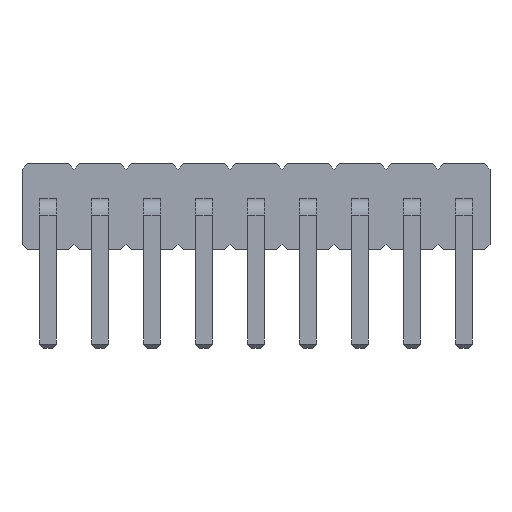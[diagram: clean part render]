
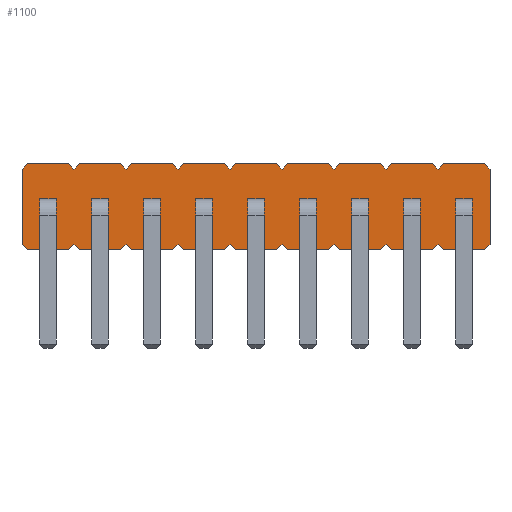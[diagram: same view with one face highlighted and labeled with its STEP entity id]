
A CAD part, left-side view. The second image highlights one B-rep face of the part: STEP entity #1100.
In plain terms, the highlighted planar face has unit normal (-1, 0, 0).
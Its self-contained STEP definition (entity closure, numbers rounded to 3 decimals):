
#13=DIRECTION('',(0.,0.,1.));
#22=VERTEX_POINT('',#23);
#23=CARTESIAN_POINT('',(0.5,0.635,0.127));
#34=VECTOR('',#35,1.);
#35=DIRECTION('',(0.,-0.707,-0.707));
#38=VERTEX_POINT('',#39);
#39=CARTESIAN_POINT('',(0.5,0.508,0.));
#42=EDGE_CURVE('',#22,#38,#43,.T.);
#43=LINE('',#23,#34);
#46=DIRECTION('',(0.,0.707,-0.707));
#56=VECTOR('',#57,1.);
#57=DIRECTION('',(0.,-1.,0.));
#60=VERTEX_POINT('',#61);
#61=CARTESIAN_POINT('',(0.5,-0.508,0.));
#64=EDGE_CURVE('',#38,#60,#65,.T.);
#65=LINE('',#39,#56);
#78=VECTOR('',#79,1.);
#79=DIRECTION('',(0.,-0.707,0.707));
#82=VERTEX_POINT('',#83);
#83=CARTESIAN_POINT('',(0.5,-0.635,0.127));
#86=EDGE_CURVE('',#60,#82,#87,.T.);
#87=LINE('',#61,#78);
#102=VERTEX_POINT('',#103);
#103=CARTESIAN_POINT('',(0.5,-0.762,0.));
#106=EDGE_CURVE('',#82,#102,#107,.T.);
#107=LINE('',#83,#34);
#121=VERTEX_POINT('',#122);
#122=CARTESIAN_POINT('',(0.5,-1.778,0.));
#125=EDGE_CURVE('',#102,#121,#126,.T.);
#126=LINE('',#103,#56);
#140=VERTEX_POINT('',#141);
#141=CARTESIAN_POINT('',(0.5,-1.905,0.127));
#144=EDGE_CURVE('',#121,#140,#145,.T.);
#145=LINE('',#122,#78);
#159=VERTEX_POINT('',#160);
#160=CARTESIAN_POINT('',(0.5,-2.032,0.));
#163=EDGE_CURVE('',#140,#159,#164,.T.);
#164=LINE('',#141,#34);
#178=VERTEX_POINT('',#179);
#179=CARTESIAN_POINT('',(0.5,-3.048,0.));
#182=EDGE_CURVE('',#159,#178,#183,.T.);
#183=LINE('',#160,#56);
#197=VERTEX_POINT('',#198);
#198=CARTESIAN_POINT('',(0.5,-3.175,0.127));
#201=EDGE_CURVE('',#178,#197,#202,.T.);
#202=LINE('',#179,#78);
#216=VERTEX_POINT('',#217);
#217=CARTESIAN_POINT('',(0.5,-3.302,0.));
#220=EDGE_CURVE('',#197,#216,#221,.T.);
#221=LINE('',#198,#34);
#235=VERTEX_POINT('',#236);
#236=CARTESIAN_POINT('',(0.5,-4.318,0.));
#239=EDGE_CURVE('',#216,#235,#240,.T.);
#240=LINE('',#217,#56);
#254=VERTEX_POINT('',#255);
#255=CARTESIAN_POINT('',(0.5,-4.445,0.127));
#258=EDGE_CURVE('',#235,#254,#259,.T.);
#259=LINE('',#236,#78);
#273=VERTEX_POINT('',#274);
#274=CARTESIAN_POINT('',(0.5,-4.572,0.));
#277=EDGE_CURVE('',#254,#273,#278,.T.);
#278=LINE('',#255,#34);
#292=VERTEX_POINT('',#293);
#293=CARTESIAN_POINT('',(0.5,-5.588,0.));
#296=EDGE_CURVE('',#273,#292,#297,.T.);
#297=LINE('',#274,#56);
#311=VERTEX_POINT('',#312);
#312=CARTESIAN_POINT('',(0.5,-5.715,0.127));
#315=EDGE_CURVE('',#292,#311,#316,.T.);
#316=LINE('',#293,#78);
#330=VERTEX_POINT('',#331);
#331=CARTESIAN_POINT('',(0.5,-5.842,0.));
#334=EDGE_CURVE('',#311,#330,#335,.T.);
#335=LINE('',#312,#34);
#349=VERTEX_POINT('',#350);
#350=CARTESIAN_POINT('',(0.5,-6.858,0.));
#353=EDGE_CURVE('',#330,#349,#354,.T.);
#354=LINE('',#331,#56);
#368=VERTEX_POINT('',#369);
#369=CARTESIAN_POINT('',(0.5,-6.985,0.127));
#372=EDGE_CURVE('',#349,#368,#373,.T.);
#373=LINE('',#350,#78);
#387=VERTEX_POINT('',#388);
#388=CARTESIAN_POINT('',(0.5,-7.112,0.));
#391=EDGE_CURVE('',#368,#387,#392,.T.);
#392=LINE('',#369,#34);
#406=VERTEX_POINT('',#407);
#407=CARTESIAN_POINT('',(0.5,-8.128,0.));
#410=EDGE_CURVE('',#387,#406,#411,.T.);
#411=LINE('',#388,#56);
#425=VERTEX_POINT('',#426);
#426=CARTESIAN_POINT('',(0.5,-8.255,0.127));
#429=EDGE_CURVE('',#406,#425,#430,.T.);
#430=LINE('',#407,#78);
#444=VERTEX_POINT('',#445);
#445=CARTESIAN_POINT('',(0.5,-8.382,0.));
#448=EDGE_CURVE('',#425,#444,#449,.T.);
#449=LINE('',#426,#34);
#463=VERTEX_POINT('',#464);
#464=CARTESIAN_POINT('',(0.5,-9.398,0.));
#467=EDGE_CURVE('',#444,#463,#468,.T.);
#468=LINE('',#445,#56);
#482=VERTEX_POINT('',#483);
#483=CARTESIAN_POINT('',(0.5,-9.525,0.127));
#486=EDGE_CURVE('',#463,#482,#487,.T.);
#487=LINE('',#464,#78);
#501=VERTEX_POINT('',#502);
#502=CARTESIAN_POINT('',(0.5,-9.652,0.));
#505=EDGE_CURVE('',#482,#501,#506,.T.);
#506=LINE('',#483,#34);
#520=VERTEX_POINT('',#521);
#521=CARTESIAN_POINT('',(0.5,-10.668,0.));
#524=EDGE_CURVE('',#501,#520,#525,.T.);
#525=LINE('',#502,#56);
#539=VERTEX_POINT('',#540);
#540=CARTESIAN_POINT('',(0.5,-10.795,0.127));
#543=EDGE_CURVE('',#520,#539,#544,.T.);
#544=LINE('',#521,#78);
#556=VECTOR('',#13,1.);
#559=VERTEX_POINT('',#560);
#560=CARTESIAN_POINT('',(0.5,-10.795,1.973));
#563=EDGE_CURVE('',#539,#559,#564,.T.);
#564=LINE('',#540,#556);
#576=VECTOR('',#577,1.);
#577=DIRECTION('',(0.,0.707,0.707));
#580=VERTEX_POINT('',#581);
#581=CARTESIAN_POINT('',(0.5,-10.668,2.1));
#584=EDGE_CURVE('',#559,#580,#585,.T.);
#585=LINE('',#560,#576);
#597=VECTOR('',#598,1.);
#598=DIRECTION('',(0.,1.,0.));
#601=VERTEX_POINT('',#602);
#602=CARTESIAN_POINT('',(0.5,-9.652,2.1));
#605=EDGE_CURVE('',#580,#601,#606,.T.);
#606=LINE('',#581,#597);
#618=VECTOR('',#46,1.);
#621=VERTEX_POINT('',#622);
#622=CARTESIAN_POINT('',(0.5,-9.525,1.973));
#625=EDGE_CURVE('',#601,#621,#626,.T.);
#626=LINE('',#602,#618);
#640=VERTEX_POINT('',#641);
#641=CARTESIAN_POINT('',(0.5,-9.398,2.1));
#644=EDGE_CURVE('',#621,#640,#645,.T.);
#645=LINE('',#622,#576);
#659=VERTEX_POINT('',#660);
#660=CARTESIAN_POINT('',(0.5,-8.382,2.1));
#663=EDGE_CURVE('',#640,#659,#664,.T.);
#664=LINE('',#641,#597);
#678=VERTEX_POINT('',#679);
#679=CARTESIAN_POINT('',(0.5,-8.255,1.973));
#682=EDGE_CURVE('',#659,#678,#683,.T.);
#683=LINE('',#660,#618);
#697=VERTEX_POINT('',#698);
#698=CARTESIAN_POINT('',(0.5,-8.128,2.1));
#701=EDGE_CURVE('',#678,#697,#702,.T.);
#702=LINE('',#679,#576);
#716=VERTEX_POINT('',#717);
#717=CARTESIAN_POINT('',(0.5,-7.112,2.1));
#720=EDGE_CURVE('',#697,#716,#721,.T.);
#721=LINE('',#698,#597);
#735=VERTEX_POINT('',#736);
#736=CARTESIAN_POINT('',(0.5,-6.985,1.973));
#739=EDGE_CURVE('',#716,#735,#740,.T.);
#740=LINE('',#717,#618);
#754=VERTEX_POINT('',#755);
#755=CARTESIAN_POINT('',(0.5,-6.858,2.1));
#758=EDGE_CURVE('',#735,#754,#759,.T.);
#759=LINE('',#736,#576);
#773=VERTEX_POINT('',#774);
#774=CARTESIAN_POINT('',(0.5,-5.842,2.1));
#777=EDGE_CURVE('',#754,#773,#778,.T.);
#778=LINE('',#755,#597);
#792=VERTEX_POINT('',#793);
#793=CARTESIAN_POINT('',(0.5,-5.715,1.973));
#796=EDGE_CURVE('',#773,#792,#797,.T.);
#797=LINE('',#774,#618);
#811=VERTEX_POINT('',#812);
#812=CARTESIAN_POINT('',(0.5,-5.588,2.1));
#815=EDGE_CURVE('',#792,#811,#816,.T.);
#816=LINE('',#793,#576);
#830=VERTEX_POINT('',#831);
#831=CARTESIAN_POINT('',(0.5,-4.572,2.1));
#834=EDGE_CURVE('',#811,#830,#835,.T.);
#835=LINE('',#812,#597);
#849=VERTEX_POINT('',#850);
#850=CARTESIAN_POINT('',(0.5,-4.445,1.973));
#853=EDGE_CURVE('',#830,#849,#854,.T.);
#854=LINE('',#831,#618);
#868=VERTEX_POINT('',#869);
#869=CARTESIAN_POINT('',(0.5,-4.318,2.1));
#872=EDGE_CURVE('',#849,#868,#873,.T.);
#873=LINE('',#850,#576);
#887=VERTEX_POINT('',#888);
#888=CARTESIAN_POINT('',(0.5,-3.302,2.1));
#891=EDGE_CURVE('',#868,#887,#892,.T.);
#892=LINE('',#869,#597);
#906=VERTEX_POINT('',#907);
#907=CARTESIAN_POINT('',(0.5,-3.175,1.973));
#910=EDGE_CURVE('',#887,#906,#911,.T.);
#911=LINE('',#888,#618);
#925=VERTEX_POINT('',#926);
#926=CARTESIAN_POINT('',(0.5,-3.048,2.1));
#929=EDGE_CURVE('',#906,#925,#930,.T.);
#930=LINE('',#907,#576);
#944=VERTEX_POINT('',#945);
#945=CARTESIAN_POINT('',(0.5,-2.032,2.1));
#948=EDGE_CURVE('',#925,#944,#949,.T.);
#949=LINE('',#926,#597);
#963=VERTEX_POINT('',#964);
#964=CARTESIAN_POINT('',(0.5,-1.905,1.973));
#967=EDGE_CURVE('',#944,#963,#968,.T.);
#968=LINE('',#945,#618);
#982=VERTEX_POINT('',#983);
#983=CARTESIAN_POINT('',(0.5,-1.778,2.1));
#986=EDGE_CURVE('',#963,#982,#987,.T.);
#987=LINE('',#964,#576);
#1001=VERTEX_POINT('',#1002);
#1002=CARTESIAN_POINT('',(0.5,-0.762,2.1));
#1005=EDGE_CURVE('',#982,#1001,#1006,.T.);
#1006=LINE('',#983,#597);
#1020=VERTEX_POINT('',#1021);
#1021=CARTESIAN_POINT('',(0.5,-0.635,1.973));
#1024=EDGE_CURVE('',#1001,#1020,#1025,.T.);
#1025=LINE('',#1002,#618);
#1039=VERTEX_POINT('',#1040);
#1040=CARTESIAN_POINT('',(0.5,-0.508,2.1));
#1043=EDGE_CURVE('',#1020,#1039,#1044,.T.);
#1044=LINE('',#1021,#576);
#1058=VERTEX_POINT('',#1059);
#1059=CARTESIAN_POINT('',(0.5,0.508,2.1));
#1062=EDGE_CURVE('',#1039,#1058,#1063,.T.);
#1063=LINE('',#1040,#597);
#1077=VERTEX_POINT('',#1078);
#1078=CARTESIAN_POINT('',(0.5,0.635,1.973));
#1081=EDGE_CURVE('',#1058,#1077,#1082,.T.);
#1082=LINE('',#1059,#618);
#1092=VECTOR('',#1093,1.);
#1093=DIRECTION('',(0.,0.,-1.));
#1096=EDGE_CURVE('',#1077,#22,#1097,.T.);
#1097=LINE('',#1078,#1092);
#1100=ADVANCED_FACE('',(#1101),#1159,.T.);
#1101=FACE_BOUND('',#1102,.T.);
#1102=EDGE_LOOP('',(#1103,#1104,#1105,#1106,#1107,#1108,#1109,#1110,#1111,#1112,#1113,#1114,#1115,#1116,#1117,#1118,#1119,#1120,#1121,#1122,#1123,#1124,#1125,#1126,#1127,#1128,#1129,#1130,#1131,#1132,#1133,#1134,#1135,#1136,#1137,#1138,#1139,#1140,#1141,#1142,#1143,#1144,#1145,#1146,#1147,#1148,#1149,#1150,#1151,#1152,#1153,#1154,#1155,#1156,#1157,#1158));
#1103=ORIENTED_EDGE('',*,*,#42,.T.);
#1104=ORIENTED_EDGE('',*,*,#64,.T.);
#1105=ORIENTED_EDGE('',*,*,#86,.T.);
#1106=ORIENTED_EDGE('',*,*,#106,.T.);
#1107=ORIENTED_EDGE('',*,*,#125,.T.);
#1108=ORIENTED_EDGE('',*,*,#144,.T.);
#1109=ORIENTED_EDGE('',*,*,#163,.T.);
#1110=ORIENTED_EDGE('',*,*,#182,.T.);
#1111=ORIENTED_EDGE('',*,*,#201,.T.);
#1112=ORIENTED_EDGE('',*,*,#220,.T.);
#1113=ORIENTED_EDGE('',*,*,#239,.T.);
#1114=ORIENTED_EDGE('',*,*,#258,.T.);
#1115=ORIENTED_EDGE('',*,*,#277,.T.);
#1116=ORIENTED_EDGE('',*,*,#296,.T.);
#1117=ORIENTED_EDGE('',*,*,#315,.T.);
#1118=ORIENTED_EDGE('',*,*,#334,.T.);
#1119=ORIENTED_EDGE('',*,*,#353,.T.);
#1120=ORIENTED_EDGE('',*,*,#372,.T.);
#1121=ORIENTED_EDGE('',*,*,#391,.T.);
#1122=ORIENTED_EDGE('',*,*,#410,.T.);
#1123=ORIENTED_EDGE('',*,*,#429,.T.);
#1124=ORIENTED_EDGE('',*,*,#448,.T.);
#1125=ORIENTED_EDGE('',*,*,#467,.T.);
#1126=ORIENTED_EDGE('',*,*,#486,.T.);
#1127=ORIENTED_EDGE('',*,*,#505,.T.);
#1128=ORIENTED_EDGE('',*,*,#524,.T.);
#1129=ORIENTED_EDGE('',*,*,#543,.T.);
#1130=ORIENTED_EDGE('',*,*,#563,.T.);
#1131=ORIENTED_EDGE('',*,*,#584,.T.);
#1132=ORIENTED_EDGE('',*,*,#605,.T.);
#1133=ORIENTED_EDGE('',*,*,#625,.T.);
#1134=ORIENTED_EDGE('',*,*,#644,.T.);
#1135=ORIENTED_EDGE('',*,*,#663,.T.);
#1136=ORIENTED_EDGE('',*,*,#682,.T.);
#1137=ORIENTED_EDGE('',*,*,#701,.T.);
#1138=ORIENTED_EDGE('',*,*,#720,.T.);
#1139=ORIENTED_EDGE('',*,*,#739,.T.);
#1140=ORIENTED_EDGE('',*,*,#758,.T.);
#1141=ORIENTED_EDGE('',*,*,#777,.T.);
#1142=ORIENTED_EDGE('',*,*,#796,.T.);
#1143=ORIENTED_EDGE('',*,*,#815,.T.);
#1144=ORIENTED_EDGE('',*,*,#834,.T.);
#1145=ORIENTED_EDGE('',*,*,#853,.T.);
#1146=ORIENTED_EDGE('',*,*,#872,.T.);
#1147=ORIENTED_EDGE('',*,*,#891,.T.);
#1148=ORIENTED_EDGE('',*,*,#910,.T.);
#1149=ORIENTED_EDGE('',*,*,#929,.T.);
#1150=ORIENTED_EDGE('',*,*,#948,.T.);
#1151=ORIENTED_EDGE('',*,*,#967,.T.);
#1152=ORIENTED_EDGE('',*,*,#986,.T.);
#1153=ORIENTED_EDGE('',*,*,#1005,.T.);
#1154=ORIENTED_EDGE('',*,*,#1024,.T.);
#1155=ORIENTED_EDGE('',*,*,#1043,.T.);
#1156=ORIENTED_EDGE('',*,*,#1062,.T.);
#1157=ORIENTED_EDGE('',*,*,#1081,.T.);
#1158=ORIENTED_EDGE('',*,*,#1096,.T.);
#1159=PLANE('',#1160);
#1160=AXIS2_PLACEMENT_3D('',#1161,#1162,#1093);
#1161=CARTESIAN_POINT('',(0.5,-5.08,1.05));
#1162=DIRECTION('',(-1.,-0.,-0.));
